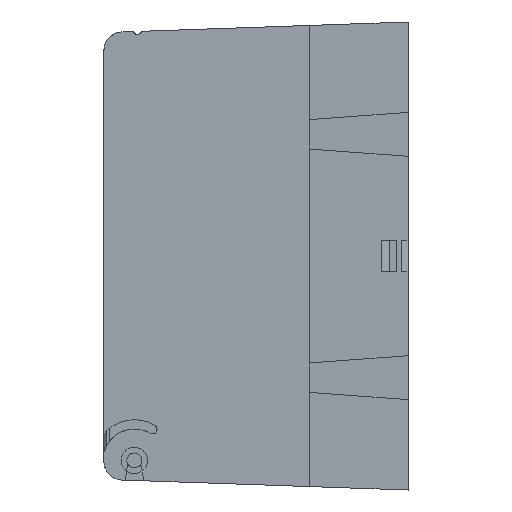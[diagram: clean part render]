
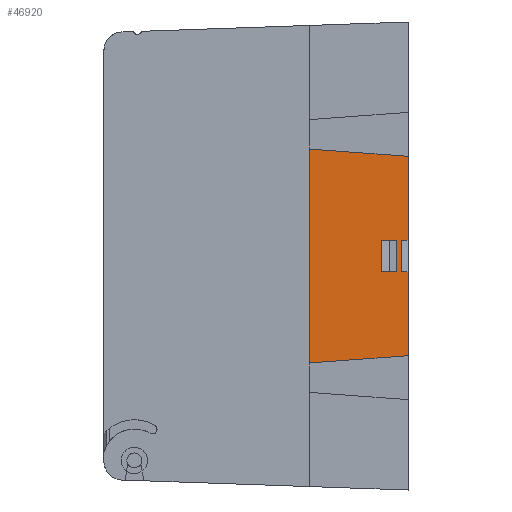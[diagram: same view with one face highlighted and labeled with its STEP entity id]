
A CAD part, left-side view. The second image highlights one B-rep face of the part: STEP entity #46920.
In plain terms, the highlighted planar face has unit normal (1, 0, 0).
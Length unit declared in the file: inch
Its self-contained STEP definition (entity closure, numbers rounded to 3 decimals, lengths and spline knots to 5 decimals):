
#97 = CARTESIAN_POINT ( 'NONE',  ( -4.3542, -1.605, 0.17 ) ) ;
#386 = ORIENTED_EDGE ( 'NONE', *, *, #19542, .F. ) ;
#1003 = EDGE_CURVE ( 'NONE', #22375, #46823, #15881, .T. ) ;
#1097 = VERTEX_POINT ( 'NONE', #52342 ) ;
#1282 = ORIENTED_EDGE ( 'NONE', *, *, #36244, .F. ) ;
#1849 = FACE_OUTER_BOUND ( 'NONE', #19055, .T. ) ;
#2235 = PLANE ( 'NONE',  #49562 ) ;
#2966 = LINE ( 'NONE', #24264, #24958 ) ;
#2995 = DIRECTION ( 'NONE',  ( 0., 0., 1. ) ) ;
#3747 = VECTOR ( 'NONE', #12189, 39.37008 ) ;
#4143 = VERTEX_POINT ( 'NONE', #34109 ) ;
#4258 = EDGE_CURVE ( 'NONE', #34827, #5973, #26478, .T. ) ;
#4332 = CARTESIAN_POINT ( 'NONE',  ( -4.3542, -1.605, -0.17 ) ) ;
#4605 = ORIENTED_EDGE ( 'NONE', *, *, #1003, .F. ) ;
#4645 = EDGE_CURVE ( 'NONE', #8434, #44946, #15434, .T. ) ;
#5743 = LINE ( 'NONE', #11486, #53544 ) ;
#5973 = VERTEX_POINT ( 'NONE', #9752 ) ;
#8434 = VERTEX_POINT ( 'NONE', #4332 ) ;
#9306 = ORIENTED_EDGE ( 'NONE', *, *, #36983, .F. ) ;
#9475 = VECTOR ( 'NONE', #23430, 39.37008 ) ;
#9752 = CARTESIAN_POINT ( 'NONE',  ( -4.3542, -1.675, -0.17 ) ) ;
#10322 = CARTESIAN_POINT ( 'NONE',  ( -4.3542, -1.3934, 0.17 ) ) ;
#11486 = CARTESIAN_POINT ( 'NONE',  ( -4.3542, -1.675, 1.065 ) ) ;
#11850 = VECTOR ( 'NONE', #18682, 39.37008 ) ;
#12189 = DIRECTION ( 'NONE',  ( 0., 0., 1. ) ) ;
#12509 = CARTESIAN_POINT ( 'NONE',  ( -4.3542, -1.605, -2.21333 ) ) ;
#13526 = FACE_BOUND ( 'NONE', #27101, .T. ) ;
#15354 = DIRECTION ( 'NONE',  ( 0., 0., -1. ) ) ;
#15434 = LINE ( 'NONE', #12509, #3747 ) ;
#15881 = LINE ( 'NONE', #50505, #44558 ) ;
#15919 = DIRECTION ( 'NONE',  ( 0., 0.997, 0.074 ) ) ;
#16096 = EDGE_CURVE ( 'NONE', #5973, #8434, #55918, .T. ) ;
#16425 = ORIENTED_EDGE ( 'NONE', *, *, #23033, .F. ) ;
#16579 = CARTESIAN_POINT ( 'NONE',  ( -4.3542, -1.675, -1.065 ) ) ;
#17734 = VERTEX_POINT ( 'NONE', #45472 ) ;
#18458 = VECTOR ( 'NONE', #19622, 39.37008 ) ;
#18682 = DIRECTION ( 'NONE',  ( 0., -0.997, 0.074 ) ) ;
#19012 = LINE ( 'NONE', #33555, #35395 ) ;
#19014 = CARTESIAN_POINT ( 'NONE',  ( -4.3542, -0.625, -0.17 ) ) ;
#19055 = EDGE_LOOP ( 'NONE', ( #26949, #40306, #386, #28724, #42236, #16425, #51817, #32409 ) ) ;
#19504 = ORIENTED_EDGE ( 'NONE', *, *, #35142, .F. ) ;
#19542 = EDGE_CURVE ( 'NONE', #17734, #34827, #45303, .T. ) ;
#19622 = DIRECTION ( 'NONE',  ( 0., -1., 0. ) ) ;
#19795 = CARTESIAN_POINT ( 'NONE',  ( -4.3542, -1.555, -2.21333 ) ) ;
#22375 = VERTEX_POINT ( 'NONE', #36981 ) ;
#23033 = EDGE_CURVE ( 'NONE', #25147, #40512, #50146, .T. ) ;
#23430 = DIRECTION ( 'NONE',  ( 0., 1., 0. ) ) ;
#24264 = CARTESIAN_POINT ( 'NONE',  ( -4.3542, -1.3934, -2.21333 ) ) ;
#24322 = DIRECTION ( 'NONE',  ( -1., 0., 0. ) ) ;
#24647 = EDGE_CURVE ( 'NONE', #1097, #17734, #35219, .T. ) ;
#24958 = VECTOR ( 'NONE', #41777, 39.37008 ) ;
#25147 = VERTEX_POINT ( 'NONE', #37665 ) ;
#25929 = VERTEX_POINT ( 'NONE', #10322 ) ;
#26478 = LINE ( 'NONE', #30269, #48263 ) ;
#26949 = ORIENTED_EDGE ( 'NONE', *, *, #16096, .F. ) ;
#27101 = EDGE_LOOP ( 'NONE', ( #4605, #1282, #19504, #9306 ) ) ;
#28724 = ORIENTED_EDGE ( 'NONE', *, *, #24647, .F. ) ;
#29467 = CARTESIAN_POINT ( 'NONE',  ( -4.3542, -1.675, -2.25 ) ) ;
#29534 = DIRECTION ( 'NONE',  ( 0., -1., 0. ) ) ;
#30269 = CARTESIAN_POINT ( 'NONE',  ( -4.3542, -1.675, -2.25 ) ) ;
#30315 = DIRECTION ( 'NONE',  ( 0., 0., 1. ) ) ;
#32078 = CARTESIAN_POINT ( 'NONE',  ( -4.3542, -0.625, -1.14282 ) ) ;
#32409 = ORIENTED_EDGE ( 'NONE', *, *, #4645, .F. ) ;
#32607 = VECTOR ( 'NONE', #15354, 39.37008 ) ;
#32881 = EDGE_CURVE ( 'NONE', #44946, #25147, #19012, .T. ) ;
#33555 = CARTESIAN_POINT ( 'NONE',  ( -4.3542, -0.625, 0.17 ) ) ;
#33859 = VECTOR ( 'NONE', #47558, 39.37008 ) ;
#34109 = CARTESIAN_POINT ( 'NONE',  ( -4.3542, -1.555, 0.17 ) ) ;
#34827 = VERTEX_POINT ( 'NONE', #16579 ) ;
#35142 = EDGE_CURVE ( 'NONE', #25929, #4143, #51830, .T. ) ;
#35219 = LINE ( 'NONE', #52101, #33859 ) ;
#35395 = VECTOR ( 'NONE', #29534, 39.37008 ) ;
#36244 = EDGE_CURVE ( 'NONE', #4143, #22375, #55730, .T. ) ;
#36981 = CARTESIAN_POINT ( 'NONE',  ( -4.3542, -1.555, -0.17 ) ) ;
#36983 = EDGE_CURVE ( 'NONE', #46823, #25929, #2966, .T. ) ;
#37665 = CARTESIAN_POINT ( 'NONE',  ( -4.3542, -1.675, 0.17 ) ) ;
#40306 = ORIENTED_EDGE ( 'NONE', *, *, #4258, .F. ) ;
#40512 = VERTEX_POINT ( 'NONE', #54948 ) ;
#40520 = CARTESIAN_POINT ( 'NONE',  ( -4.3542, -1.3934, -0.17 ) ) ;
#40550 = EDGE_CURVE ( 'NONE', #40512, #1097, #5743, .T. ) ;
#41777 = DIRECTION ( 'NONE',  ( 0., 0., 1. ) ) ;
#42236 = ORIENTED_EDGE ( 'NONE', *, *, #40550, .F. ) ;
#44558 = VECTOR ( 'NONE', #56070, 39.37008 ) ;
#44946 = VERTEX_POINT ( 'NONE', #97 ) ;
#45303 = LINE ( 'NONE', #32078, #11850 ) ;
#45472 = CARTESIAN_POINT ( 'NONE',  ( -4.3542, -0.625, -1.14282 ) ) ;
#45698 = CARTESIAN_POINT ( 'NONE',  ( -4.3542, -0.625, 0.17 ) ) ;
#46823 = VERTEX_POINT ( 'NONE', #40520 ) ;
#46920 = ADVANCED_FACE ( 'NONE', ( #13526, #1849 ), #2235, .F. ) ;
#47558 = DIRECTION ( 'NONE',  ( 0., 0., -1. ) ) ;
#48263 = VECTOR ( 'NONE', #30315, 39.37008 ) ;
#48773 = VECTOR ( 'NONE', #2995, 39.37008 ) ;
#49562 = AXIS2_PLACEMENT_3D ( 'NONE', #50369, #24322, #54731 ) ;
#50146 = LINE ( 'NONE', #29467, #48773 ) ;
#50369 = CARTESIAN_POINT ( 'NONE',  ( -4.3542, -0.625, -2.21333 ) ) ;
#50505 = CARTESIAN_POINT ( 'NONE',  ( -4.3542, -0.625, -0.17 ) ) ;
#51817 = ORIENTED_EDGE ( 'NONE', *, *, #32881, .F. ) ;
#51830 = LINE ( 'NONE', #45698, #18458 ) ;
#52101 = CARTESIAN_POINT ( 'NONE',  ( -4.3542, -0.625, -4.87979 ) ) ;
#52342 = CARTESIAN_POINT ( 'NONE',  ( -4.3542, -0.625, 1.14282 ) ) ;
#53544 = VECTOR ( 'NONE', #15919, 39.37008 ) ;
#54731 = DIRECTION ( 'NONE',  ( 0., 0., 1. ) ) ;
#54948 = CARTESIAN_POINT ( 'NONE',  ( -4.3542, -1.675, 1.065 ) ) ;
#55730 = LINE ( 'NONE', #19795, #32607 ) ;
#55918 = LINE ( 'NONE', #19014, #9475 ) ;
#56070 = DIRECTION ( 'NONE',  ( 0., 1., 0. ) ) ;
